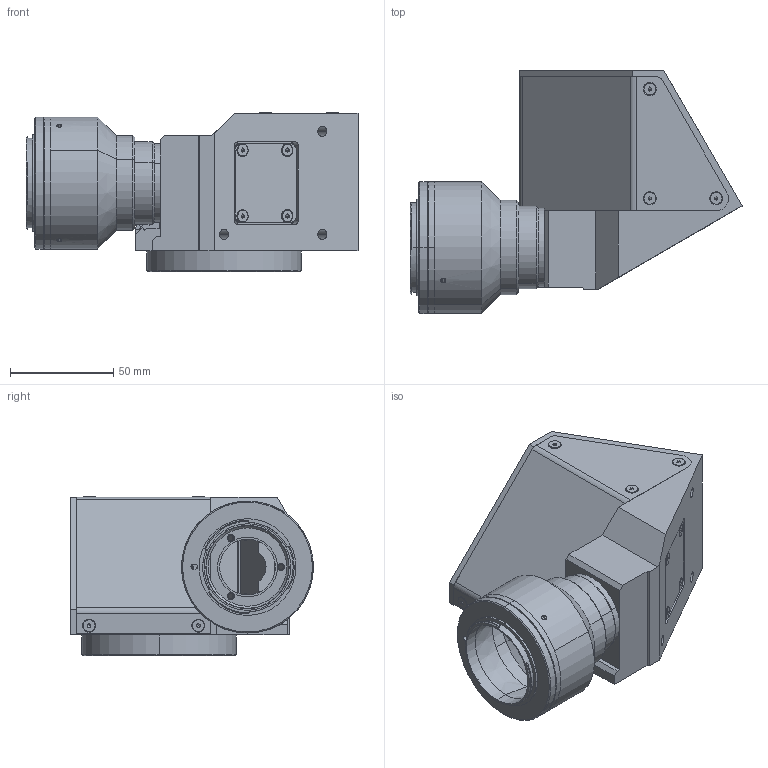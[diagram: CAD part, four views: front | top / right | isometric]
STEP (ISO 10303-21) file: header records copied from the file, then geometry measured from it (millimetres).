
FILE_DESCRIPTION (( 'STEP AP203' ), '1' );
FILE_NAME ('DP24024-C_TCCR4M048-F.step', '2022-02-18T08:48:19', ( '' ), ( '' ), 'SwSTEP 2.0', 'SolidWorks 2021', '' );
FILE_SCHEMA (( 'CONFIG_CONTROL_DESIGN' ));
Length unit declared in the file: millimetre
Products named in the file (1): DP24024-C_TCCR4M048-F
Bounding box: 161.02 x 117.82 x 77.19 mm (x, y, z)
Surface area: 73514.8 mm2 (no closed solid volume)
Topology: 0 solids, 41 shells, 320 faces, 1074 edges, 764 vertices
Faces by surface type: plane 134, cylinder 110, cone 74, sphere 2
Entity records: 11808 total; most frequent: CARTESIAN_POINT 2418, DIRECTION 2045, ORIENTED_EDGE 1605, EDGE_CURVE 1048, VERTEX_POINT 764, AXIS2_PLACEMENT_3D 703, VECTOR 639, LINE 639
